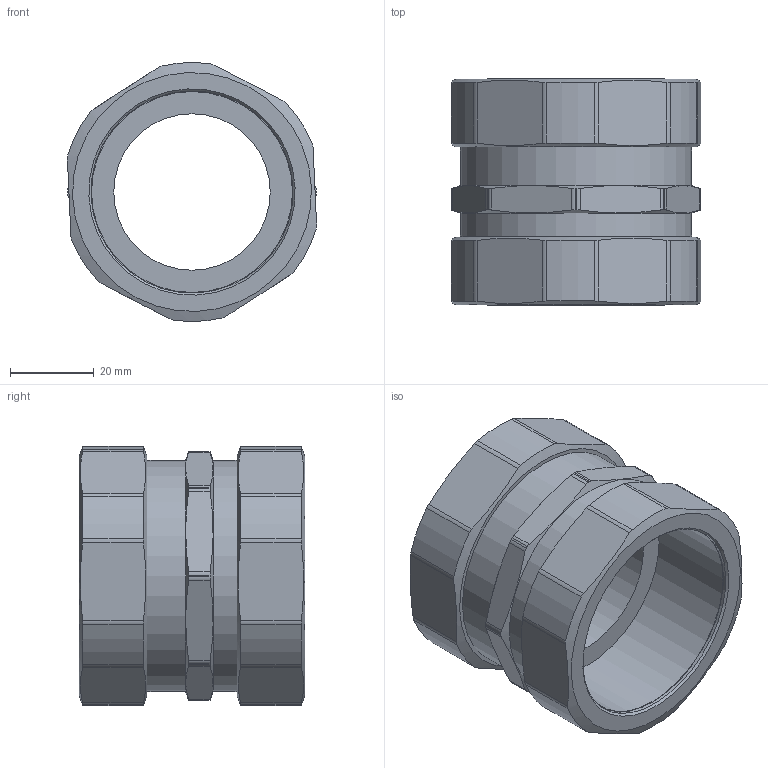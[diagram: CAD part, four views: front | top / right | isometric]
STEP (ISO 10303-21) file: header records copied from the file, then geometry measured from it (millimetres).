
FILE_DESCRIPTION(/* description */ (''),/* implementation_level */ '2;1');
FILE_NAME(/* name */ '',/* time_stamp */ '2025-06-09T11:31:22+07:00',/* author */ ('zeta-82'),/* organization */ (''),/* preprocessor_version */ 'ST-DEVELOPER v19.2',/* originating_system */ 'Autodesk Inventor 2024',/* authorisation */ '');
FILE_SCHEMA (('AUTOMOTIVE_DESIGN { 1 0 10303 214 3 1 1 }'));
Length unit declared in the file: millimetre
Products named in the file (1): АТР-38
Bounding box: 59.53 x 53.93 x 61.89 mm (x, y, z)
Volume: 54806.3 mm3; surface area: 26995.8 mm2
Topology: 1 solids, 1 shells, 103 faces, 285 edges, 190 vertices
Faces by surface type: cylinder 67, plane 28, cone 8
Full cylindrical faces by diameter (mm): 37.4 x1, 38.2 x1, 48 x1, 48.3 x2, 55.2 x2
Entity records: 3473 total; most frequent: CARTESIAN_POINT 907, ORIENTED_EDGE 570, DIRECTION 435, EDGE_CURVE 285, VERTEX_POINT 190, AXIS2_PLACEMENT_3D 170, EDGE_LOOP 111, FACE_OUTER_BOUND 103
